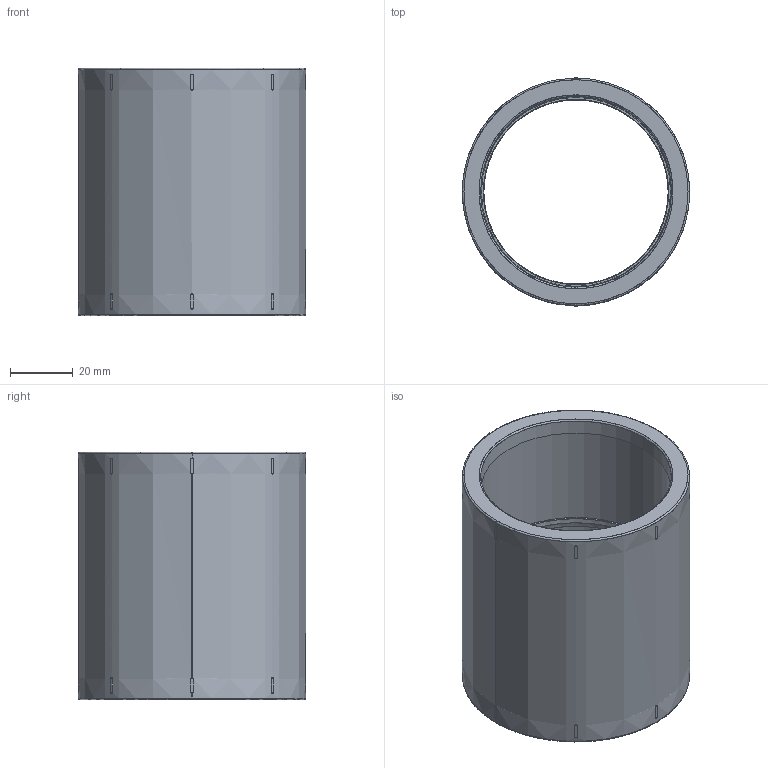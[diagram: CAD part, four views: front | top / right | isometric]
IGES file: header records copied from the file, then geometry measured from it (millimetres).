
Start section: SolidWorks IGES file using analytic representation for surfaces
Global section: file name: 01 07 1005 200.IGS; native system: SolidWorks 2014; preprocessor: SolidWorks 2014; author: utilizadort; date: 141113.083754; units: millimetre
Bounding box: 72.66 x 72.66 x 79.1 mm (x, y, z)
Surface area: 35513.9 mm2 (no closed solid volume)
Topology: 0 solids, 0 shells, 304 faces, 3209 edges, 3209 vertices
Faces by surface type: bspline 223, revolution 81
